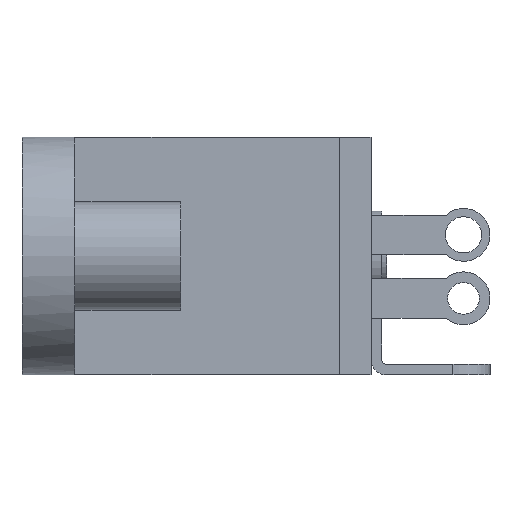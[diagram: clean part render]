
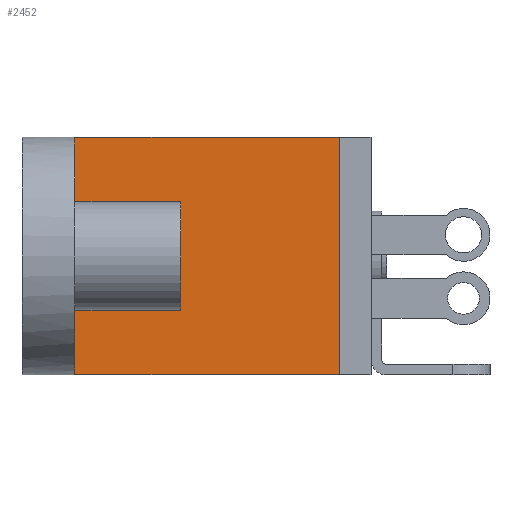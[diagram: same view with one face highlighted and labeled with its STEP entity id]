
A CAD part, left-side view. The second image highlights one B-rep face of the part: STEP entity #2452.
In plain terms, the highlighted planar face has unit normal (-1, 0, 0).
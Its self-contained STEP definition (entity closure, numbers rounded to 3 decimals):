
#50 = DIRECTION ( 'NONE',  ( 0., 0., -1. ) ) ;
#82 = VERTEX_POINT ( 'NONE', #1225 ) ;
#92 = DIRECTION ( 'NONE',  ( 0., 0., -1. ) ) ;
#129 = EDGE_CURVE ( 'NONE', #589, #82, #340, .T. ) ;
#219 = CARTESIAN_POINT ( 'NONE',  ( -6.95, 0., 4.482 ) ) ;
#340 = LINE ( 'NONE', #1524, #3168 ) ;
#424 = ORIENTED_EDGE ( 'NONE', *, *, #3066, .F. ) ;
#462 = VECTOR ( 'NONE', #638, 1000. ) ;
#589 = VERTEX_POINT ( 'NONE', #644 ) ;
#617 = VECTOR ( 'NONE', #2431, 1000. ) ;
#638 = DIRECTION ( 'NONE',  ( 0., 1., 0. ) ) ;
#644 = CARTESIAN_POINT ( 'NONE',  ( -6.95, 4., 4.482 ) ) ;
#670 = CARTESIAN_POINT ( 'NONE',  ( -6.95, 4., 0. ) ) ;
#733 = CARTESIAN_POINT ( 'NONE',  ( -6.95, 0., -4.482 ) ) ;
#870 = EDGE_CURVE ( 'NONE', #2596, #1001, #1835, .T. ) ;
#898 = DIRECTION ( 'NONE',  ( 0., 0., -1. ) ) ;
#913 = VERTEX_POINT ( 'NONE', #1860 ) ;
#1000 = AXIS2_PLACEMENT_3D ( 'NONE', #1944, #1423, #1404 ) ;
#1001 = VERTEX_POINT ( 'NONE', #1655 ) ;
#1022 = DIRECTION ( 'NONE',  ( 0., 1., 0. ) ) ;
#1059 = VECTOR ( 'NONE', #898, 1000. ) ;
#1091 = EDGE_CURVE ( 'NONE', #2831, #2596, #1692, .T. ) ;
#1126 = FACE_OUTER_BOUND ( 'NONE', #1550, .T. ) ;
#1198 = ORIENTED_EDGE ( 'NONE', *, *, #870, .F. ) ;
#1225 = CARTESIAN_POINT ( 'NONE',  ( -6.95, 4., 1. ) ) ;
#1253 = LINE ( 'NONE', #3371, #617 ) ;
#1360 = VECTOR ( 'NONE', #2554, 1000. ) ;
#1404 = DIRECTION ( 'NONE',  ( 0., 0., -1. ) ) ;
#1423 = DIRECTION ( 'NONE',  ( 1., 0., 0. ) ) ;
#1478 = CARTESIAN_POINT ( 'NONE',  ( -6.95, -6., -4.482 ) ) ;
#1524 = CARTESIAN_POINT ( 'NONE',  ( -6.95, 4., 0. ) ) ;
#1541 = VECTOR ( 'NONE', #1022, 1000. ) ;
#1550 = EDGE_LOOP ( 'NONE', ( #1797, #1198, #2050, #1852, #2287, #424, #2778, #3357 ) ) ;
#1618 = VERTEX_POINT ( 'NONE', #1997 ) ;
#1655 = CARTESIAN_POINT ( 'NONE',  ( -6.95, 4., -4.482 ) ) ;
#1692 = LINE ( 'NONE', #3491, #1059 ) ;
#1797 = ORIENTED_EDGE ( 'NONE', *, *, #2972, .T. ) ;
#1835 = LINE ( 'NONE', #733, #1541 ) ;
#1852 = ORIENTED_EDGE ( 'NONE', *, *, #2670, .T. ) ;
#1858 = LINE ( 'NONE', #670, #3380 ) ;
#1860 = CARTESIAN_POINT ( 'NONE',  ( -6.95, 4., -1. ) ) ;
#1926 = VERTEX_POINT ( 'NONE', #3543 ) ;
#1942 = EDGE_CURVE ( 'NONE', #1926, #913, #2370, .T. ) ;
#1944 = CARTESIAN_POINT ( 'NONE',  ( -6.95, 0., 0. ) ) ;
#1997 = CARTESIAN_POINT ( 'NONE',  ( -6.95, 0., 1. ) ) ;
#2050 = ORIENTED_EDGE ( 'NONE', *, *, #1091, .F. ) ;
#2078 = CARTESIAN_POINT ( 'NONE',  ( -6.95, 0., -1. ) ) ;
#2287 = ORIENTED_EDGE ( 'NONE', *, *, #129, .T. ) ;
#2293 = PLANE ( 'NONE',  #1000 ) ;
#2301 = CARTESIAN_POINT ( 'NONE',  ( -6.95, -6., 4.482 ) ) ;
#2310 = DIRECTION ( 'NONE',  ( 0., 1., 0. ) ) ;
#2338 = EDGE_CURVE ( 'NONE', #1618, #1926, #2844, .T. ) ;
#2350 = CARTESIAN_POINT ( 'NONE',  ( -6.95, 0., 1. ) ) ;
#2370 = LINE ( 'NONE', #2078, #462 ) ;
#2431 = DIRECTION ( 'NONE',  ( 0., 1., 0. ) ) ;
#2452 = ADVANCED_FACE ( 'NONE', ( #1126 ), #2293, .F. ) ;
#2454 = VECTOR ( 'NONE', #2310, 1000. ) ;
#2554 = DIRECTION ( 'NONE',  ( 0., 0., -1. ) ) ;
#2596 = VERTEX_POINT ( 'NONE', #1478 ) ;
#2670 = EDGE_CURVE ( 'NONE', #2831, #589, #1253, .T. ) ;
#2778 = ORIENTED_EDGE ( 'NONE', *, *, #2338, .T. ) ;
#2831 = VERTEX_POINT ( 'NONE', #2301 ) ;
#2844 = LINE ( 'NONE', #219, #1360 ) ;
#2972 = EDGE_CURVE ( 'NONE', #913, #1001, #1858, .T. ) ;
#3066 = EDGE_CURVE ( 'NONE', #1618, #82, #3184, .T. ) ;
#3168 = VECTOR ( 'NONE', #50, 1000. ) ;
#3184 = LINE ( 'NONE', #2350, #2454 ) ;
#3357 = ORIENTED_EDGE ( 'NONE', *, *, #1942, .T. ) ;
#3371 = CARTESIAN_POINT ( 'NONE',  ( -6.95, 0., 4.482 ) ) ;
#3380 = VECTOR ( 'NONE', #92, 1000. ) ;
#3491 = CARTESIAN_POINT ( 'NONE',  ( -6.95, -6., 4.482 ) ) ;
#3543 = CARTESIAN_POINT ( 'NONE',  ( -6.95, 0., -1. ) ) ;
